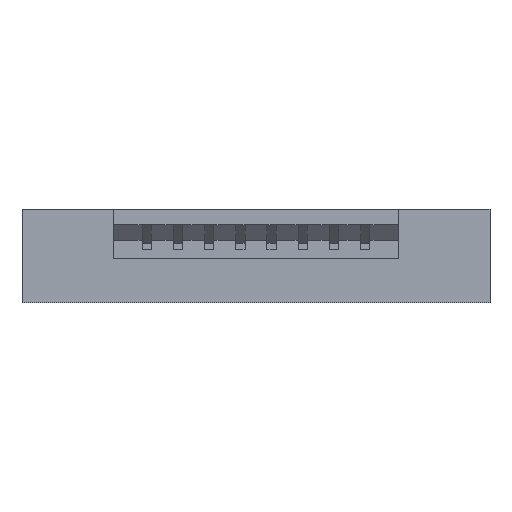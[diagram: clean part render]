
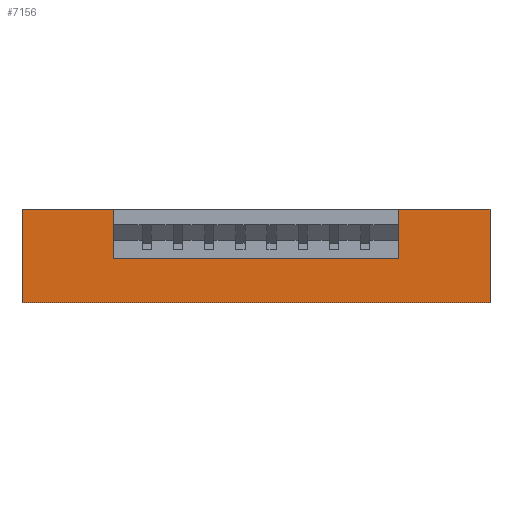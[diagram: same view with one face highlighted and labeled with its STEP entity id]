
A CAD part, top view. The second image highlights one B-rep face of the part: STEP entity #7156.
In plain terms, the highlighted planar face has unit normal (0, 0, 1).
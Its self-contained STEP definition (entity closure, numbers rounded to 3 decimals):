
#1964=ORIENTED_EDGE('',*,*,#3086,.F.);
#1965=ORIENTED_EDGE('',*,*,#3083,.F.);
#1966=ORIENTED_EDGE('',*,*,#3085,.F.);
#1967=ORIENTED_EDGE('',*,*,#3087,.T.);
#1968=ORIENTED_EDGE('',*,*,#3088,.T.);
#1969=ORIENTED_EDGE('',*,*,#3089,.F.);
#1970=ORIENTED_EDGE('',*,*,#3090,.F.);
#1971=ORIENTED_EDGE('',*,*,#3091,.F.);
#3083=EDGE_CURVE('',#3767,#3766,#4725,.T.);
#3085=EDGE_CURVE('',#3768,#3767,#4727,.T.);
#3086=EDGE_CURVE('',#3766,#3769,#4728,.T.);
#3087=EDGE_CURVE('',#3768,#3770,#4729,.T.);
#3088=EDGE_CURVE('',#3770,#3771,#4730,.T.);
#3089=EDGE_CURVE('',#3772,#3771,#4731,.T.);
#3090=EDGE_CURVE('',#3773,#3772,#4732,.T.);
#3091=EDGE_CURVE('',#3769,#3773,#4733,.T.);
#3766=VERTEX_POINT('',#11263);
#3767=VERTEX_POINT('',#11265);
#3768=VERTEX_POINT('',#11269);
#3769=VERTEX_POINT('',#11273);
#3770=VERTEX_POINT('',#11275);
#3771=VERTEX_POINT('',#11277);
#3772=VERTEX_POINT('',#11279);
#3773=VERTEX_POINT('',#11281);
#4725=LINE('',#11266,#5719);
#4727=LINE('',#11270,#5721);
#4728=LINE('',#11272,#5722);
#4729=LINE('',#11274,#5723);
#4730=LINE('',#11276,#5724);
#4731=LINE('',#11278,#5725);
#4732=LINE('',#11280,#5726);
#4733=LINE('',#11282,#5727);
#5719=VECTOR('',#9239,1000.);
#5721=VECTOR('',#9243,1000.);
#5722=VECTOR('',#9246,1000.);
#5723=VECTOR('',#9247,1000.);
#5724=VECTOR('',#9248,1000.);
#5725=VECTOR('',#9249,1000.);
#5726=VECTOR('',#9250,1000.);
#5727=VECTOR('',#9251,1000.);
#6116=EDGE_LOOP('',(#1964,#1965,#1966,#1967,#1968,#1969,#1970,#1971));
#6468=FACE_BOUND('',#6116,.T.);
#6806=PLANE('',#7599);
#7156=ADVANCED_FACE('',(#6468),#6806,.T.);
#7599=AXIS2_PLACEMENT_3D('',#11271,#9244,#9245);
#9239=DIRECTION('',(1.,0.,0.));
#9243=DIRECTION('',(0.,1.,0.));
#9244=DIRECTION('',(0.,0.,1.));
#9245=DIRECTION('',(1.,0.,0.));
#9246=DIRECTION('',(0.,-1.,0.));
#9247=DIRECTION('',(1.,0.,0.));
#9248=DIRECTION('',(0.,1.,0.));
#9249=DIRECTION('',(1.,0.,0.));
#9250=DIRECTION('',(0.,1.,0.));
#9251=DIRECTION('',(1.,0.,0.));
#11263=CARTESIAN_POINT('',(-4.575,1.5,0.55));
#11265=CARTESIAN_POINT('',(-7.5,1.5,0.55));
#11266=CARTESIAN_POINT('',(-7.5,1.5,0.55));
#11269=CARTESIAN_POINT('',(-7.5,-1.5,0.55));
#11270=CARTESIAN_POINT('',(-7.5,-1.5,0.55));
#11271=CARTESIAN_POINT('',(-7.5,-1.5,0.55));
#11272=CARTESIAN_POINT('',(-4.575,1.5,0.55));
#11273=CARTESIAN_POINT('',(-4.575,-0.1,0.55));
#11274=CARTESIAN_POINT('',(-7.5,-1.5,0.55));
#11275=CARTESIAN_POINT('',(7.5,-1.5,0.55));
#11276=CARTESIAN_POINT('',(7.5,-1.5,0.55));
#11277=CARTESIAN_POINT('',(7.5,1.5,0.55));
#11278=CARTESIAN_POINT('',(-7.5,1.5,0.55));
#11279=CARTESIAN_POINT('',(4.575,1.5,0.55));
#11280=CARTESIAN_POINT('',(4.575,-0.1,0.55));
#11281=CARTESIAN_POINT('',(4.575,-0.1,0.55));
#11282=CARTESIAN_POINT('',(-4.575,-0.1,0.55));
